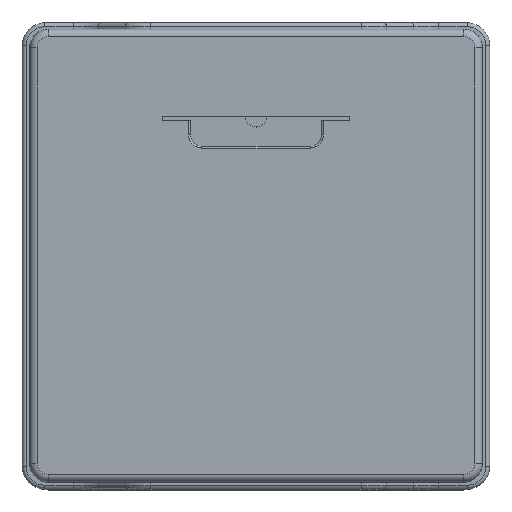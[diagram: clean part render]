
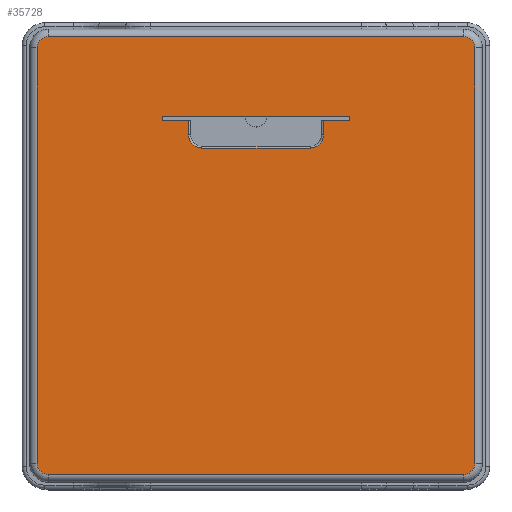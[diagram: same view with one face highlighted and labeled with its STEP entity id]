
A CAD part, top view. The second image highlights one B-rep face of the part: STEP entity #35728.
In plain terms, the highlighted planar face has unit normal (0, 0, 1).
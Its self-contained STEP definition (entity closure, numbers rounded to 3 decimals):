
#25976=DIRECTION('',(0.,1.,0.));
#25977=VECTOR('',#25976,7.5);
#25978=CARTESIAN_POINT('',(-36.,64.5,61.5));
#25979=LINE('',#25978,#25977);
#25980=CARTESIAN_POINT('',(-29.,64.5,61.5));
#25981=DIRECTION('',(0.,0.,-1.));
#25982=DIRECTION('',(0.,-1.,0.));
#25983=AXIS2_PLACEMENT_3D('',#25980,#25981,#25982);
#25985=DIRECTION('',(-1.,0.,0.));
#25986=VECTOR('',#25985,58.);
#25987=CARTESIAN_POINT('',(29.,57.5,61.5));
#25988=LINE('',#25987,#25986);
#25989=CARTESIAN_POINT('',(29.,64.5,61.5));
#25990=DIRECTION('',(0.,0.,-1.));
#25991=DIRECTION('',(1.,0.,0.));
#25992=AXIS2_PLACEMENT_3D('',#25989,#25990,#25991);
#25994=DIRECTION('',(0.,-1.,0.));
#25995=VECTOR('',#25994,7.5);
#25996=CARTESIAN_POINT('',(36.,72.,61.5));
#25997=LINE('',#25996,#25995);
#25998=DIRECTION('',(1.,0.,0.));
#25999=VECTOR('',#25998,14.);
#26000=CARTESIAN_POINT('',(36.,72.,61.5));
#26001=LINE('',#26000,#25999);
#26002=DIRECTION('',(0.,1.,0.));
#26003=VECTOR('',#26002,2.5);
#26004=CARTESIAN_POINT('',(50.,72.,61.5));
#26005=LINE('',#26004,#26003);
#26006=DIRECTION('',(-1.,0.,0.));
#26007=VECTOR('',#26006,100.);
#26008=CARTESIAN_POINT('',(50.,74.5,61.5));
#26009=LINE('',#26008,#26007);
#26010=DIRECTION('',(0.,-1.,0.));
#26011=VECTOR('',#26010,2.5);
#26012=CARTESIAN_POINT('',(-50.,74.5,61.5));
#26013=LINE('',#26012,#26011);
#26014=DIRECTION('',(1.,0.,0.));
#26015=VECTOR('',#26014,14.);
#26016=CARTESIAN_POINT('',(-50.,72.,61.5));
#26017=LINE('',#26016,#26015);
#26018=CARTESIAN_POINT('',(-111.,-111.,61.5));
#26019=DIRECTION('',(0.,0.,1.));
#26020=DIRECTION('',(-1.,0.,0.));
#26021=AXIS2_PLACEMENT_3D('',#26018,#26019,#26020);
#26023=DIRECTION('',(0.,-1.,0.));
#26024=VECTOR('',#26023,222.);
#26025=CARTESIAN_POINT('',(-117.,111.,61.5));
#26026=LINE('',#26025,#26024);
#26027=CARTESIAN_POINT('',(-111.,111.,61.5));
#26028=DIRECTION('',(0.,0.,1.));
#26029=DIRECTION('',(0.,1.,0.));
#26030=AXIS2_PLACEMENT_3D('',#26027,#26028,#26029);
#26032=DIRECTION('',(-1.,0.,0.));
#26033=VECTOR('',#26032,222.);
#26034=CARTESIAN_POINT('',(111.,117.,61.5));
#26035=LINE('',#26034,#26033);
#26036=CARTESIAN_POINT('',(111.,111.,61.5));
#26037=DIRECTION('',(0.,0.,1.));
#26038=DIRECTION('',(1.,0.,0.));
#26039=AXIS2_PLACEMENT_3D('',#26036,#26037,#26038);
#26041=DIRECTION('',(0.,1.,0.));
#26042=VECTOR('',#26041,222.);
#26043=CARTESIAN_POINT('',(117.,-111.,61.5));
#26044=LINE('',#26043,#26042);
#26045=CARTESIAN_POINT('',(111.,-111.,61.5));
#26046=DIRECTION('',(0.,0.,1.));
#26047=DIRECTION('',(0.,-1.,0.));
#26048=AXIS2_PLACEMENT_3D('',#26045,#26046,#26047);
#26050=DIRECTION('',(1.,0.,0.));
#26051=VECTOR('',#26050,222.);
#26052=CARTESIAN_POINT('',(-111.,-117.,61.5));
#26053=LINE('',#26052,#26051);
#26903=CARTESIAN_POINT('',(50.,74.5,61.5));
#26904=CARTESIAN_POINT('',(-50.,74.5,61.5));
#26905=VERTEX_POINT('',#26903);
#26906=VERTEX_POINT('',#26904);
#27555=CARTESIAN_POINT('',(-117.,-111.,61.5));
#27556=CARTESIAN_POINT('',(-111.,-117.,61.5));
#27557=VERTEX_POINT('',#27555);
#27558=VERTEX_POINT('',#27556);
#27563=CARTESIAN_POINT('',(111.,-117.,61.5));
#27564=VERTEX_POINT('',#27563);
#27567=CARTESIAN_POINT('',(117.,-111.,61.5));
#27568=VERTEX_POINT('',#27567);
#27571=CARTESIAN_POINT('',(117.,111.,61.5));
#27572=VERTEX_POINT('',#27571);
#27575=CARTESIAN_POINT('',(111.,117.,61.5));
#27576=VERTEX_POINT('',#27575);
#27579=CARTESIAN_POINT('',(-111.,117.,61.5));
#27580=VERTEX_POINT('',#27579);
#27583=CARTESIAN_POINT('',(-117.,111.,61.5));
#27584=VERTEX_POINT('',#27583);
#28255=CARTESIAN_POINT('',(50.,72.,61.5));
#28256=VERTEX_POINT('',#28255);
#28257=CARTESIAN_POINT('',(-50.,72.,61.5));
#28258=VERTEX_POINT('',#28257);
#28259=CARTESIAN_POINT('',(-36.,72.,61.5));
#28261=VERTEX_POINT('',#28259);
#28265=CARTESIAN_POINT('',(-36.,64.5,61.5));
#28266=VERTEX_POINT('',#28265);
#28267=CARTESIAN_POINT('',(-29.,57.5,61.5));
#28268=VERTEX_POINT('',#28267);
#28271=CARTESIAN_POINT('',(29.,57.5,61.5));
#28272=VERTEX_POINT('',#28271);
#28275=CARTESIAN_POINT('',(36.,64.5,61.5));
#28276=VERTEX_POINT('',#28275);
#28280=CARTESIAN_POINT('',(36.,72.,61.5));
#28282=VERTEX_POINT('',#28280);
#35684=CARTESIAN_POINT('',(0.,0.,61.5));
#35685=DIRECTION('',(0.,0.,1.));
#35686=DIRECTION('',(1.,0.,0.));
#35687=AXIS2_PLACEMENT_3D('',#35684,#35685,#35686);
#35688=PLANE('',#35687);
#35690=ORIENTED_EDGE('',*,*,#35689,.F.);
#35692=ORIENTED_EDGE('',*,*,#35691,.F.);
#35694=ORIENTED_EDGE('',*,*,#35693,.F.);
#35696=ORIENTED_EDGE('',*,*,#35695,.F.);
#35698=ORIENTED_EDGE('',*,*,#35697,.F.);
#35700=ORIENTED_EDGE('',*,*,#35699,.F.);
#35702=ORIENTED_EDGE('',*,*,#35701,.F.);
#35703=ORIENTED_EDGE('',*,*,#35674,.F.);
#35704=EDGE_LOOP('',(#35690,#35692,#35694,#35696,#35698,#35700,#35702,#35703));
#35705=FACE_OUTER_BOUND('',#35704,.F.);
#35707=ORIENTED_EDGE('',*,*,#35706,.F.);
#35709=ORIENTED_EDGE('',*,*,#35708,.F.);
#35711=ORIENTED_EDGE('',*,*,#35710,.F.);
#35713=ORIENTED_EDGE('',*,*,#35712,.F.);
#35715=ORIENTED_EDGE('',*,*,#35714,.F.);
#35717=ORIENTED_EDGE('',*,*,#35716,.T.);
#35719=ORIENTED_EDGE('',*,*,#35718,.T.);
#35721=ORIENTED_EDGE('',*,*,#35720,.T.);
#35723=ORIENTED_EDGE('',*,*,#35722,.T.);
#35725=ORIENTED_EDGE('',*,*,#35724,.T.);
#35726=EDGE_LOOP('',(#35707,#35709,#35711,#35713,#35715,#35717,#35719,#35721,
#35723,#35725));
#35727=FACE_BOUND('',#35726,.F.);
#35728=ADVANCED_FACE('',(#35705,#35727),#35688,.T.);
#25984=CIRCLE('',#25983,7.);
#25993=CIRCLE('',#25992,7.);
#26022=CIRCLE('',#26021,6.);
#26031=CIRCLE('',#26030,6.);
#26040=CIRCLE('',#26039,6.);
#26049=CIRCLE('',#26048,6.);
#35674=EDGE_CURVE('',#27558,#27564,#26053,.T.);
#35689=EDGE_CURVE('',#27557,#27558,#26022,.T.);
#35691=EDGE_CURVE('',#27584,#27557,#26026,.T.);
#35693=EDGE_CURVE('',#27580,#27584,#26031,.T.);
#35695=EDGE_CURVE('',#27576,#27580,#26035,.T.);
#35697=EDGE_CURVE('',#27572,#27576,#26040,.T.);
#35699=EDGE_CURVE('',#27568,#27572,#26044,.T.);
#35701=EDGE_CURVE('',#27564,#27568,#26049,.T.);
#35706=EDGE_CURVE('',#28266,#28261,#25979,.T.);
#35708=EDGE_CURVE('',#28268,#28266,#25984,.T.);
#35710=EDGE_CURVE('',#28272,#28268,#25988,.T.);
#35712=EDGE_CURVE('',#28276,#28272,#25993,.T.);
#35714=EDGE_CURVE('',#28282,#28276,#25997,.T.);
#35716=EDGE_CURVE('',#28282,#28256,#26001,.T.);
#35718=EDGE_CURVE('',#28256,#26905,#26005,.T.);
#35720=EDGE_CURVE('',#26905,#26906,#26009,.T.);
#35722=EDGE_CURVE('',#26906,#28258,#26013,.T.);
#35724=EDGE_CURVE('',#28258,#28261,#26017,.T.);
